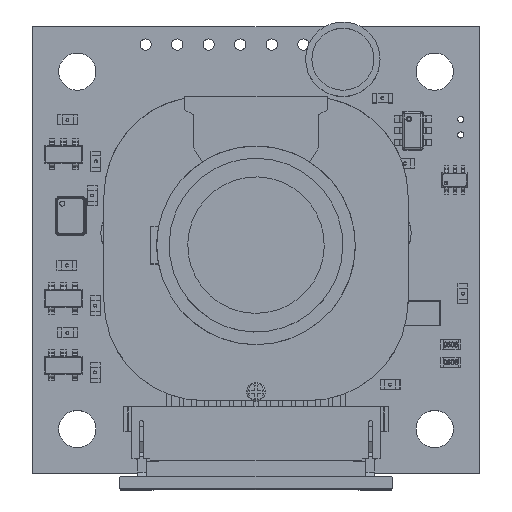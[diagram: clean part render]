
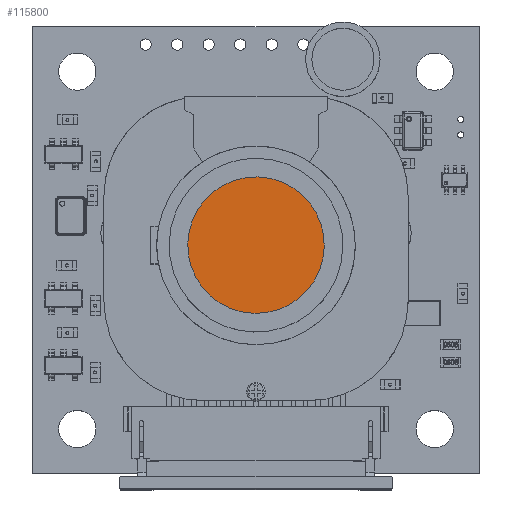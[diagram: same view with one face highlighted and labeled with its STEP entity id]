
A CAD part, top view. The second image highlights one B-rep face of the part: STEP entity #115800.
In plain terms, the highlighted planar face has unit normal (0, 0, 1).
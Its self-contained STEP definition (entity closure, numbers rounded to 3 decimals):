
#834 = FACE_OUTER_BOUND ( 'NONE', #31071, .T. ) ;
#3189 = DIRECTION ( 'NONE',  ( 0., 0., 1. ) ) ;
#13657 = CARTESIAN_POINT ( 'NONE',  ( 23.385, 17.268, 18.513 ) ) ;
#31071 = EDGE_LOOP ( 'NONE', ( #69044, #118293 ) ) ;
#32970 = CARTESIAN_POINT ( 'NONE',  ( 18., 18.387, 18.513 ) ) ;
#34637 = AXIS2_PLACEMENT_3D ( 'NONE', #133780, #3189, #39084 ) ;
#39084 = DIRECTION ( 'NONE',  ( 0.979, -0.203, 0. ) ) ;
#40711 = VERTEX_POINT ( 'NONE', #105832 ) ;
#56536 = DIRECTION ( 'NONE',  ( 0.979, -0.203, 0. ) ) ;
#62297 = CIRCLE ( 'NONE', #118228, 5.5 ) ;
#69044 = ORIENTED_EDGE ( 'NONE', *, *, #156348, .T. ) ;
#71337 = CIRCLE ( 'NONE', #150165, 5.5 ) ;
#78825 = DIRECTION ( 'NONE',  ( 0., 0., 1. ) ) ;
#94803 = PLANE ( 'NONE',  #34637 ) ;
#102676 = CARTESIAN_POINT ( 'NONE',  ( 18., 18.387, 18.513 ) ) ;
#105832 = CARTESIAN_POINT ( 'NONE',  ( 12.615, 19.506, 18.513 ) ) ;
#115800 = ADVANCED_FACE ( 'NONE', ( #834 ), #94803, .T. ) ;
#118228 = AXIS2_PLACEMENT_3D ( 'NONE', #32970, #140447, #139653 ) ;
#118293 = ORIENTED_EDGE ( 'NONE', *, *, #127296, .T. ) ;
#120189 = VERTEX_POINT ( 'NONE', #13657 ) ;
#127296 = EDGE_CURVE ( 'NONE', #120189, #40711, #71337, .T. ) ;
#133780 = CARTESIAN_POINT ( 'NONE',  ( 18., 18.387, 18.513 ) ) ;
#139653 = DIRECTION ( 'NONE',  ( 0.979, -0.203, 0. ) ) ;
#140447 = DIRECTION ( 'NONE',  ( 0., 0., 1. ) ) ;
#150165 = AXIS2_PLACEMENT_3D ( 'NONE', #102676, #78825, #56536 ) ;
#156348 = EDGE_CURVE ( 'NONE', #40711, #120189, #62297, .T. ) ;
